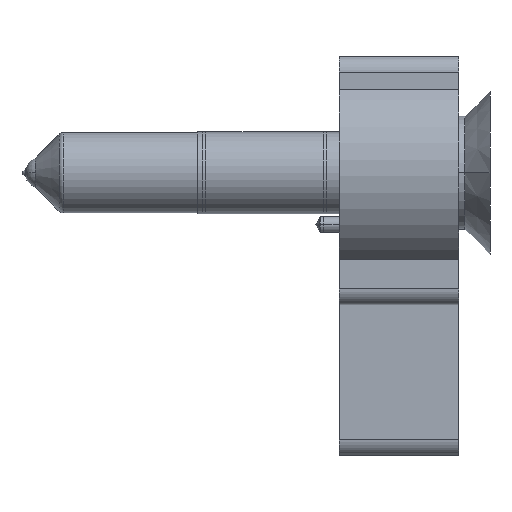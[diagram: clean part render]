
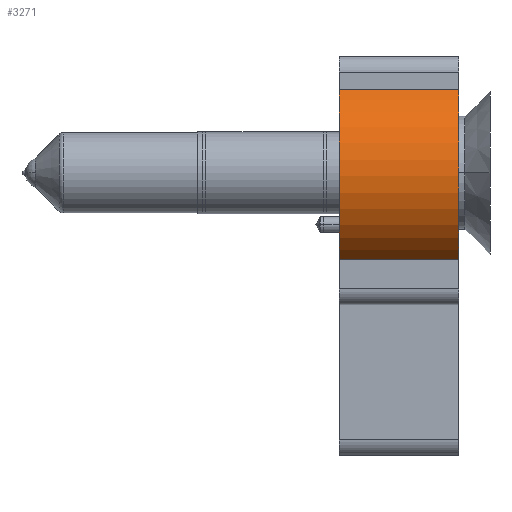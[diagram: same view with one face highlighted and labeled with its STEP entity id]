
A CAD part, front view. The second image highlights one B-rep face of the part: STEP entity #3271.
In plain terms, the highlighted cylindrical face has radius 32 mm (diameter 64 mm), a partial arc.
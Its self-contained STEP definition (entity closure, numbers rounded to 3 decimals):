
#1362 = VERTEX_POINT ( 'NONE', #6558 ) ;
#2187 = ORIENTED_EDGE ( 'NONE', *, *, #10267, .F. ) ;
#2336 = DIRECTION ( 'NONE',  ( 1., 0., 0. ) ) ;
#3271 = ADVANCED_FACE ( 'NONE', ( #3638 ), #9044, .T. ) ;
#3638 = FACE_OUTER_BOUND ( 'NONE', #5660, .T. ) ;
#4088 = VERTEX_POINT ( 'NONE', #19047 ) ;
#4204 = CARTESIAN_POINT ( 'NONE',  ( -16., 27.713, 0. ) ) ;
#4238 = AXIS2_PLACEMENT_3D ( 'NONE', #16944, #9264, #9712 ) ;
#5660 = EDGE_LOOP ( 'NONE', ( #2187, #13936, #8489, #5678 ) ) ;
#5678 = ORIENTED_EDGE ( 'NONE', *, *, #11028, .T. ) ;
#6558 = CARTESIAN_POINT ( 'NONE',  ( -18., -26.458, -38. ) ) ;
#7633 = CARTESIAN_POINT ( 'NONE',  ( 0., 0., -38. ) ) ;
#7870 = VECTOR ( 'NONE', #18618, 1000. ) ;
#8489 = ORIENTED_EDGE ( 'NONE', *, *, #13065, .T. ) ;
#8654 = VECTOR ( 'NONE', #14919, 1000. ) ;
#9044 = CYLINDRICAL_SURFACE ( 'NONE', #4238, 32. ) ;
#9160 = DIRECTION ( 'NONE',  ( 1., 0., 0. ) ) ;
#9264 = DIRECTION ( 'NONE',  ( 0., 0., 1. ) ) ;
#9712 = DIRECTION ( 'NONE',  ( 1., 0., 0. ) ) ;
#9795 = LINE ( 'NONE', #10959, #7870 ) ;
#9813 = AXIS2_PLACEMENT_3D ( 'NONE', #17991, #13341, #2336 ) ;
#10183 = CARTESIAN_POINT ( 'NONE',  ( -18., -26.458, -38. ) ) ;
#10267 = EDGE_CURVE ( 'NONE', #12269, #11873, #19721, .T. ) ;
#10350 = CIRCLE ( 'NONE', #16416, 32. ) ;
#10959 = CARTESIAN_POINT ( 'NONE',  ( -16., 27.713, -38. ) ) ;
#11028 = EDGE_CURVE ( 'NONE', #1362, #11873, #12353, .T. ) ;
#11665 = CARTESIAN_POINT ( 'NONE',  ( -18., -26.458, 0. ) ) ;
#11873 = VERTEX_POINT ( 'NONE', #11665 ) ;
#12269 = VERTEX_POINT ( 'NONE', #4204 ) ;
#12353 = LINE ( 'NONE', #10183, #8654 ) ;
#13065 = EDGE_CURVE ( 'NONE', #4088, #1362, #10350, .T. ) ;
#13341 = DIRECTION ( 'NONE',  ( 0., 0., 1. ) ) ;
#13936 = ORIENTED_EDGE ( 'NONE', *, *, #15363, .F. ) ;
#14919 = DIRECTION ( 'NONE',  ( 0., 0., 1. ) ) ;
#15363 = EDGE_CURVE ( 'NONE', #4088, #12269, #9795, .T. ) ;
#16416 = AXIS2_PLACEMENT_3D ( 'NONE', #7633, #18565, #9160 ) ;
#16944 = CARTESIAN_POINT ( 'NONE',  ( 0., 0., -38. ) ) ;
#17991 = CARTESIAN_POINT ( 'NONE',  ( 0., 0., 0. ) ) ;
#18565 = DIRECTION ( 'NONE',  ( 0., 0., 1. ) ) ;
#18618 = DIRECTION ( 'NONE',  ( 0., 0., 1. ) ) ;
#19047 = CARTESIAN_POINT ( 'NONE',  ( -16., 27.713, -38. ) ) ;
#19721 = CIRCLE ( 'NONE', #9813, 32. ) ;
